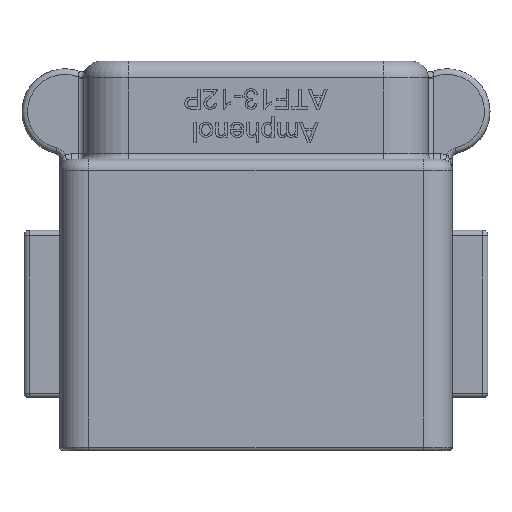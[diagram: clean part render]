
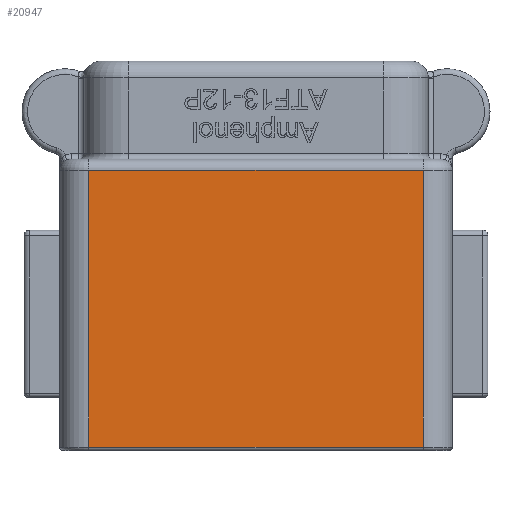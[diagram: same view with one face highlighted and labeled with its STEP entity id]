
A CAD part, top view. The second image highlights one B-rep face of the part: STEP entity #20947.
In plain terms, the highlighted planar face has unit normal (0, 0, 1).
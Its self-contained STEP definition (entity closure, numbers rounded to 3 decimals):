
#5091=DIRECTION('',(1.,0.,0.));
#5092=VECTOR('',#5091,29.95);
#5093=CARTESIAN_POINT('',(-14.975,25.,11.1));
#5094=LINE('',#5093,#5092);
#5095=DIRECTION('',(0.,1.,0.));
#5096=VECTOR('',#5095,24.8);
#5097=CARTESIAN_POINT('',(14.975,0.2,11.1));
#5098=LINE('',#5097,#5096);
#5099=DIRECTION('',(1.,0.,0.));
#5100=VECTOR('',#5099,29.95);
#5101=CARTESIAN_POINT('',(-14.975,0.2,11.1));
#5102=LINE('',#5101,#5100);
#7736=DIRECTION('',(0.,1.,0.));
#7737=VECTOR('',#7736,24.8);
#7738=CARTESIAN_POINT('',(-14.975,0.2,11.1));
#7739=LINE('',#7738,#7737);
#11829=CARTESIAN_POINT('',(-14.975,0.2,11.1));
#11830=CARTESIAN_POINT('',(14.975,0.2,11.1));
#11831=VERTEX_POINT('',#11829);
#11832=VERTEX_POINT('',#11830);
#12369=CARTESIAN_POINT('',(14.975,25.,11.1));
#12371=VERTEX_POINT('',#12369);
#12375=CARTESIAN_POINT('',(-14.975,25.,11.1));
#12376=VERTEX_POINT('',#12375);
#20933=CARTESIAN_POINT('',(-17.125,0.,11.1));
#20934=DIRECTION('',(0.,0.,1.));
#20935=DIRECTION('',(1.,0.,0.));
#20936=AXIS2_PLACEMENT_3D('',#20933,#20934,#20935);
#20937=PLANE('',#20936);
#20939=ORIENTED_EDGE('',*,*,#20938,.T.);
#20941=ORIENTED_EDGE('',*,*,#20940,.F.);
#20942=ORIENTED_EDGE('',*,*,#20923,.F.);
#20944=ORIENTED_EDGE('',*,*,#20943,.T.);
#20945=EDGE_LOOP('',(#20939,#20941,#20942,#20944));
#20946=FACE_OUTER_BOUND('',#20945,.F.);
#20947=ADVANCED_FACE('',(#20946),#20937,.T.);
#20923=EDGE_CURVE('',#11831,#11832,#5102,.T.);
#20938=EDGE_CURVE('',#12376,#12371,#5094,.T.);
#20940=EDGE_CURVE('',#11832,#12371,#5098,.T.);
#20943=EDGE_CURVE('',#11831,#12376,#7739,.T.);
